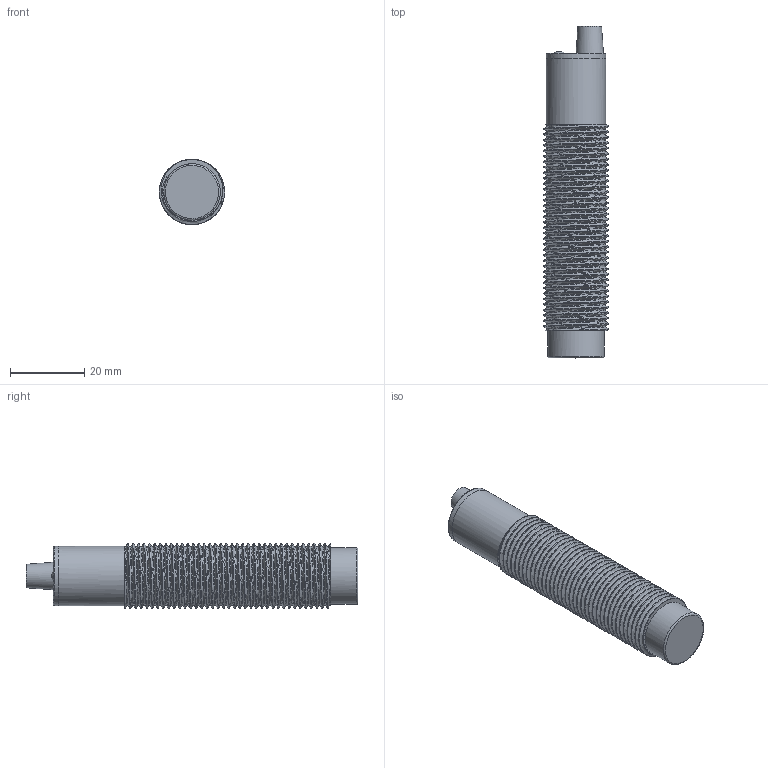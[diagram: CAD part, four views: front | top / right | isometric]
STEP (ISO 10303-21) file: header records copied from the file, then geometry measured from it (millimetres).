
FILE_DESCRIPTION(('FreeCAD Model'),'2;1');
FILE_NAME('Open CASCADE Shape Model','2025-05-09T18:32:48',('FreeCAD'),( 'FreeCAD'),'Open CASCADE STEP processor 7.6','FreeCAD','Unknown');
FILE_SCHEMA(('AUTOMOTIVE_DESIGN { 1 0 10303 214 1 1 1 1 }'));
Length unit declared in the file: millimetre
Products named in the file (1): Open CASCADE STEP translator 7.6 1
Bounding box: 17.6 x 89.61 x 17.6 mm (x, y, z)
Volume: 17819.4 mm3; surface area: 7531 mm2
Topology: 4 solids, 4 shells, 97 faces, 262 edges, 174 vertices
Faces by surface type: bspline 97
Entity records: 12183 total; most frequent: CARTESIAN_POINT 10655, ORIENTED_EDGE 524, EDGE_CURVE 262, B_SPLINE_CURVE_WITH_KNOTS 239, VERTEX_POINT 174, FACE_BOUND 98, EDGE_LOOP 98, ADVANCED_FACE 97
